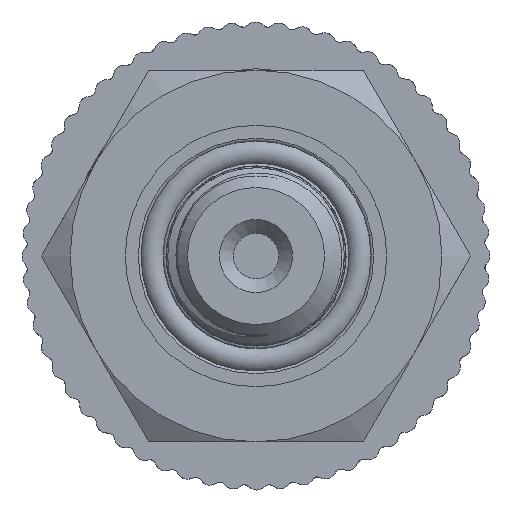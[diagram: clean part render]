
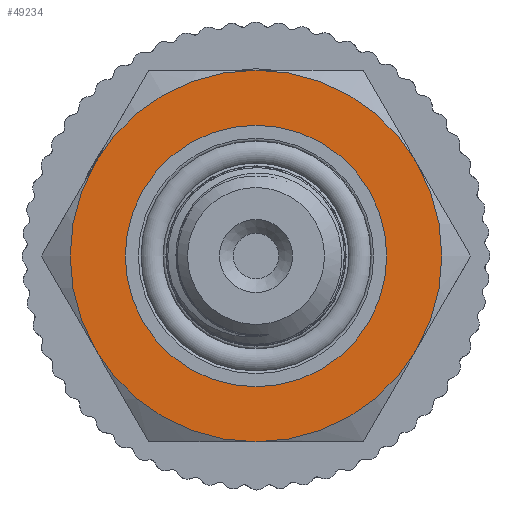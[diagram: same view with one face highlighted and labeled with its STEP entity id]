
A CAD part, left-side view. The second image highlights one B-rep face of the part: STEP entity #49234.
In plain terms, the highlighted conical face has half-angle 89.979 degrees and reference radius 11 mm.
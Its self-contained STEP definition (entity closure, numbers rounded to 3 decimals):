
#2035=CONICAL_SURFACE('',#51879,11.,1.57);
#3310=FACE_OUTER_BOUND('',#5996,.T.);
#5996=EDGE_LOOP('',(#34161,#34162,#34163,#34164));
#8510=CIRCLE('',#51880,13.5);
#8511=CIRCLE('',#51881,9.5);
#11093=LINE('',#81464,#15536);
#15536=VECTOR('',#56591,11.);
#20201=VERTEX_POINT('',#81461);
#20202=VERTEX_POINT('',#81463);
#25649=EDGE_CURVE('',#20201,#20201,#8510,.T.);
#25650=EDGE_CURVE('',#20201,#20202,#11093,.T.);
#25651=EDGE_CURVE('',#20202,#20202,#8511,.T.);
#34161=ORIENTED_EDGE('',*,*,#25649,.F.);
#34162=ORIENTED_EDGE('',*,*,#25650,.T.);
#34163=ORIENTED_EDGE('',*,*,#25651,.T.);
#34164=ORIENTED_EDGE('',*,*,#25650,.F.);
#49234=ADVANCED_FACE('',(#3310),#2035,.T.);
#51879=AXIS2_PLACEMENT_3D('',#81460,#56587,#56588);
#51880=AXIS2_PLACEMENT_3D('',#81462,#56589,#56590);
#51881=AXIS2_PLACEMENT_3D('',#81465,#56592,#56593);
#56587=DIRECTION('center_axis',(1.,0.,0.));
#56588=DIRECTION('ref_axis',(0.,1.,0.));
#56589=DIRECTION('center_axis',(1.,0.,0.));
#56590=DIRECTION('ref_axis',(0.,1.,0.));
#56591=DIRECTION('',(0.,1.,0.));
#56592=DIRECTION('center_axis',(1.,0.,0.));
#56593=DIRECTION('ref_axis',(0.,0.,-1.));
#81460=CARTESIAN_POINT('Origin',(-46.999,0.,0.));
#81461=CARTESIAN_POINT('',(-46.999,-13.5,0.));
#81462=CARTESIAN_POINT('Origin',(-46.999,0.,
0.));
#81463=CARTESIAN_POINT('',(-47.,-9.5,0.));
#81464=CARTESIAN_POINT('',(-46.999,-11.,0.));
#81465=CARTESIAN_POINT('Origin',(-47.,0.,0.));
